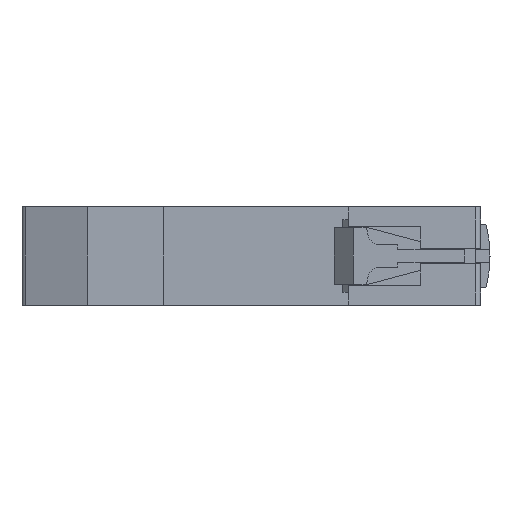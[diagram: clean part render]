
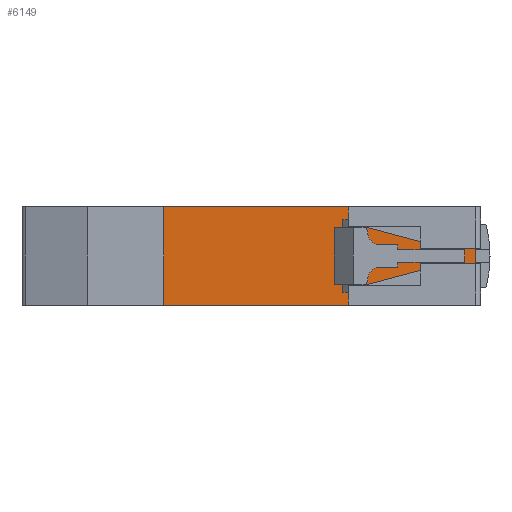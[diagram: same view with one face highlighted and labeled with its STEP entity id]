
A CAD part, left-side view. The second image highlights one B-rep face of the part: STEP entity #6149.
In plain terms, the highlighted planar face has unit normal (-1, 0, 0).
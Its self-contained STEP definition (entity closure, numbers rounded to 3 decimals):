
#173 = LINE ( 'NONE', #717, #4525 ) ;
#247 = DIRECTION ( 'NONE',  ( 0., -1., 0. ) ) ;
#249 = VERTEX_POINT ( 'NONE', #2888 ) ;
#331 = VECTOR ( 'NONE', #2303, 1000. ) ;
#340 = VECTOR ( 'NONE', #473, 1000. ) ;
#352 = ORIENTED_EDGE ( 'NONE', *, *, #3751, .T. ) ;
#473 = DIRECTION ( 'NONE',  ( 0., 0., 1. ) ) ;
#475 = LINE ( 'NONE', #1774, #331 ) ;
#495 = ORIENTED_EDGE ( 'NONE', *, *, #3999, .F. ) ;
#499 = DIRECTION ( 'NONE',  ( -1., 0., 0. ) ) ;
#644 = ORIENTED_EDGE ( 'NONE', *, *, #3362, .F. ) ;
#717 = CARTESIAN_POINT ( 'NONE',  ( -26.5, 0., -9. ) ) ;
#767 = ORIENTED_EDGE ( 'NONE', *, *, #3655, .T. ) ;
#1058 = DIRECTION ( 'NONE',  ( 0., 0., 1. ) ) ;
#1244 = VERTEX_POINT ( 'NONE', #3765 ) ;
#1286 = ORIENTED_EDGE ( 'NONE', *, *, #4167, .T. ) ;
#1348 = ORIENTED_EDGE ( 'NONE', *, *, #2336, .F. ) ;
#1410 = VERTEX_POINT ( 'NONE', #6154 ) ;
#1557 = CARTESIAN_POINT ( 'NONE',  ( -26.5, -17.75, 6.9 ) ) ;
#1562 = ORIENTED_EDGE ( 'NONE', *, *, #1720, .F. ) ;
#1720 = EDGE_CURVE ( 'NONE', #249, #1410, #6247, .T. ) ;
#1774 = CARTESIAN_POINT ( 'NONE',  ( -26.5, -42., 6.9 ) ) ;
#1812 = VERTEX_POINT ( 'NONE', #1557 ) ;
#2033 = FACE_OUTER_BOUND ( 'NONE', #3313, .T. ) ;
#2303 = DIRECTION ( 'NONE',  ( 0., 1., 0. ) ) ;
#2326 = CARTESIAN_POINT ( 'NONE',  ( -26.5, -42., -1.4 ) ) ;
#2336 = EDGE_CURVE ( 'NONE', #5372, #5349, #6176, .T. ) ;
#2355 = VECTOR ( 'NONE', #2727, 1000. ) ;
#2433 = VECTOR ( 'NONE', #1058, 1000. ) ;
#2542 = VERTEX_POINT ( 'NONE', #3342 ) ;
#2727 = DIRECTION ( 'NONE',  ( 0., 1., 0. ) ) ;
#2766 = LINE ( 'NONE', #4327, #5257 ) ;
#2845 = DIRECTION ( 'NONE',  ( 0., 0., -1. ) ) ;
#2888 = CARTESIAN_POINT ( 'NONE',  ( -26.5, 17.75, 9. ) ) ;
#3233 = CARTESIAN_POINT ( 'NONE',  ( -26.5, -42., 6.9 ) ) ;
#3313 = EDGE_LOOP ( 'NONE', ( #767, #495, #1348, #4665, #352, #1562, #644, #1286 ) ) ;
#3342 = CARTESIAN_POINT ( 'NONE',  ( -26.5, 17.75, -9. ) ) ;
#3362 = EDGE_CURVE ( 'NONE', #2542, #249, #2766, .T. ) ;
#3587 = CARTESIAN_POINT ( 'NONE',  ( -26.5, 0., -9. ) ) ;
#3624 = VECTOR ( 'NONE', #4536, 1000. ) ;
#3655 = EDGE_CURVE ( 'NONE', #6028, #1244, #5539, .T. ) ;
#3751 = EDGE_CURVE ( 'NONE', #1812, #1410, #3954, .T. ) ;
#3765 = CARTESIAN_POINT ( 'NONE',  ( -26.5, -17.75, -6.9 ) ) ;
#3954 = LINE ( 'NONE', #4136, #2433 ) ;
#3999 = EDGE_CURVE ( 'NONE', #5349, #1244, #5007, .T. ) ;
#4036 = CARTESIAN_POINT ( 'NONE',  ( -26.5, -17.75, -9. ) ) ;
#4061 = CARTESIAN_POINT ( 'NONE',  ( -26.5, 0., 9. ) ) ;
#4075 = EDGE_CURVE ( 'NONE', #5372, #1812, #475, .T. ) ;
#4093 = DIRECTION ( 'NONE',  ( 0., 0., 1. ) ) ;
#4136 = CARTESIAN_POINT ( 'NONE',  ( -26.5, -17.75, -9. ) ) ;
#4167 = EDGE_CURVE ( 'NONE', #2542, #6028, #173, .T. ) ;
#4234 = CARTESIAN_POINT ( 'NONE',  ( -26.5, -42., -6.9 ) ) ;
#4327 = CARTESIAN_POINT ( 'NONE',  ( -26.5, 17.75, -9. ) ) ;
#4525 = VECTOR ( 'NONE', #247, 1000. ) ;
#4536 = DIRECTION ( 'NONE',  ( 0., -1., 0. ) ) ;
#4545 = CARTESIAN_POINT ( 'NONE',  ( -26.5, -17.75, -9. ) ) ;
#4665 = ORIENTED_EDGE ( 'NONE', *, *, #4075, .T. ) ;
#4699 = CARTESIAN_POINT ( 'NONE',  ( -26.5, -42., -6.9 ) ) ;
#4726 = VECTOR ( 'NONE', #2845, 1000. ) ;
#5007 = LINE ( 'NONE', #4234, #2355 ) ;
#5257 = VECTOR ( 'NONE', #5794, 1000. ) ;
#5349 = VERTEX_POINT ( 'NONE', #4699 ) ;
#5372 = VERTEX_POINT ( 'NONE', #3233 ) ;
#5537 = PLANE ( 'NONE',  #6409 ) ;
#5539 = LINE ( 'NONE', #4545, #340 ) ;
#5794 = DIRECTION ( 'NONE',  ( 0., 0., 1. ) ) ;
#6028 = VERTEX_POINT ( 'NONE', #4036 ) ;
#6149 = ADVANCED_FACE ( 'NONE', ( #2033 ), #5537, .T. ) ;
#6154 = CARTESIAN_POINT ( 'NONE',  ( -26.5, -17.75, 9. ) ) ;
#6176 = LINE ( 'NONE', #2326, #4726 ) ;
#6247 = LINE ( 'NONE', #4061, #3624 ) ;
#6409 = AXIS2_PLACEMENT_3D ( 'NONE', #3587, #499, #4093 ) ;
